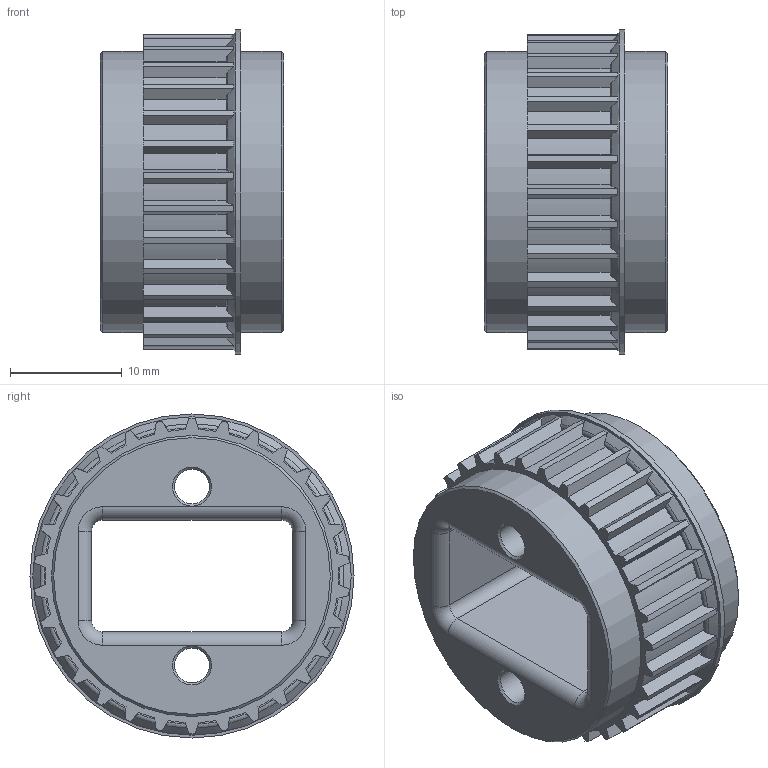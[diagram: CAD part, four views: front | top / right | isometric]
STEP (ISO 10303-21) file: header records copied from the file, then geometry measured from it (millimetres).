
FILE_DESCRIPTION(/* description */ ('STEP AP242','CAx-IF Rec.Pracs.---Representation and Presentation of Product Manufacturing Information (PMI)---4.0---2014-10-13','CAx-IF Rec.Pracs.---3D Tessellated Geometry---0.4---2014-09-14','2;1'),/* implementation_level */ '2;1');
FILE_NAME(/* name */ '6248bcfea98a8c27c7d602be',/* time_stamp */ '2022-04-02T21:15:43+00:00',/* author */ (''),/* organization */ (''),/* preprocessor_version */ 'ST-DEVELOPER v18.101',/* originating_system */ ' ',/* authorisation */ ' ');
FILE_SCHEMA (('AP242_MANAGED_MODEL_BASED_3D_ENGINEERING_MIM_LF { 1 0 10303 442 1 1 4 }'));
Length unit declared in the file: metre
Products named in the file (1): transmission_pulley_at3_t30_output
Bounding box: 16.4 x 29 x 29 mm (x, y, z)
Volume: 5620.1 mm3; surface area: 3695.9 mm2
Topology: 1 solids, 1 shells, 221 faces, 629 edges, 413 vertices
Faces by surface type: plane 99, cylinder 77, torus 38, cone 7
Full cylindrical faces by diameter (mm): 3.1 x2, 25.15 x2, 29 x1
Entity records: 7298 total; most frequent: CARTESIAN_POINT 1604, ORIENTED_EDGE 1226, DIRECTION 1166, EDGE_CURVE 613, AXIS2_PLACEMENT_3D 451, VERTEX_POINT 409, LINE 264, VECTOR 264
